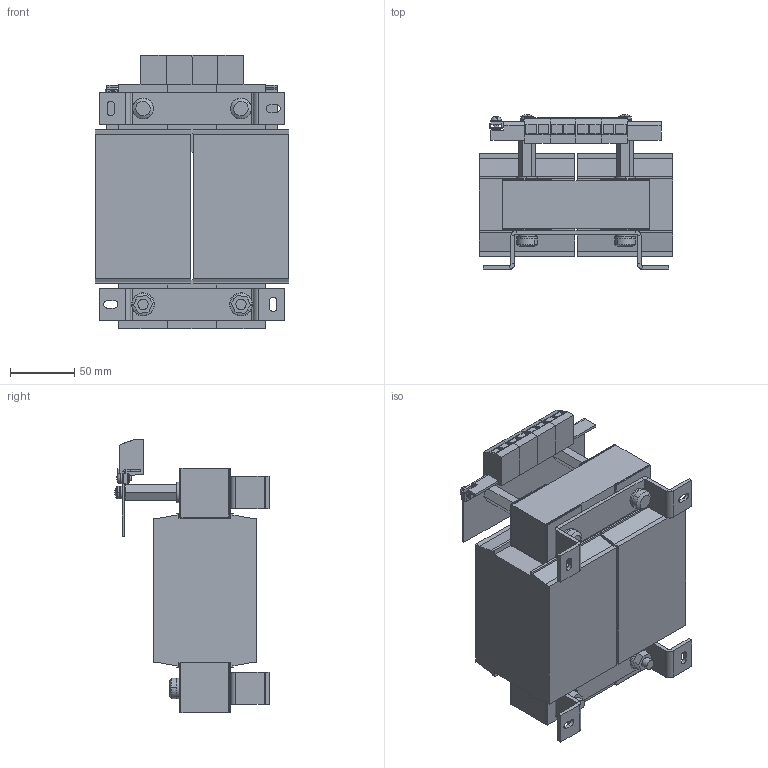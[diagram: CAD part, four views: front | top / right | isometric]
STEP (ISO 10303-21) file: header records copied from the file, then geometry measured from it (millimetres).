
FILE_DESCRIPTION (( 'STEP AP214' ), '1' );
FILE_NAME ('225010.STEP', '2020-07-01T06:35:11', ( '' ), ( '' ), 'SwSTEP 2.0', 'SolidWorks 2018', '' );
FILE_SCHEMA (( 'AUTOMOTIVE_DESIGN' ));
Length unit declared in the file: millimetre
Products named in the file (1): 225010
Bounding box: 150 x 119.9 x 212.46 mm (x, y, z)
Volume: 1791820.7 mm3; surface area: 173157.8 mm2
Topology: 1 solids, 1 shells, 606 faces, 1493 edges, 937 vertices
Faces by surface type: plane 472, cylinder 106, sphere 12, torus 10, cone 6
Entity records: 17735 total; most frequent: CARTESIAN_POINT 3225, ORIENTED_EDGE 2982, DIRECTION 2953, EDGE_CURVE 1491, VECTOR 1171, LINE 1171, VERTEX_POINT 937, AXIS2_PLACEMENT_3D 891
